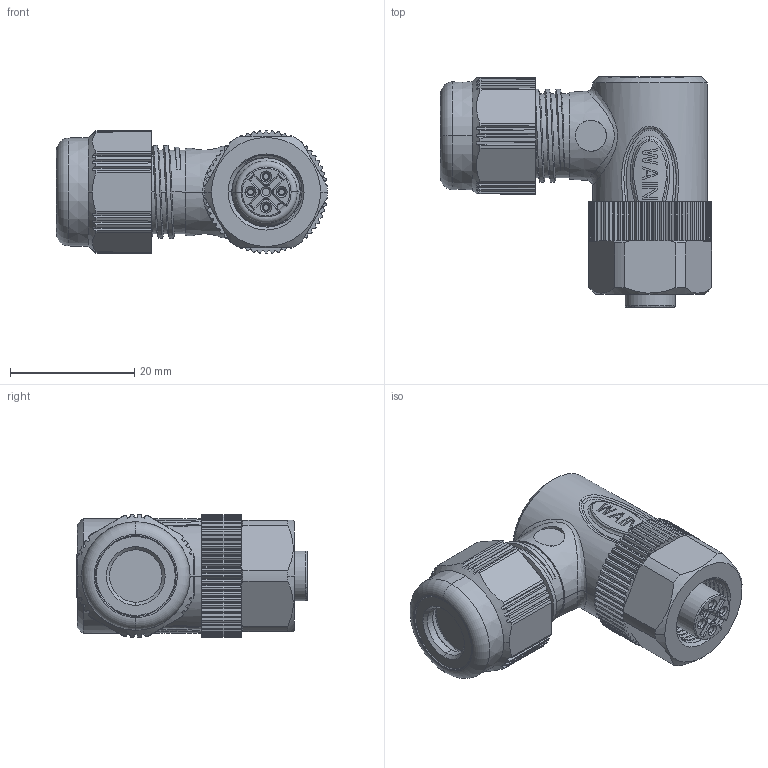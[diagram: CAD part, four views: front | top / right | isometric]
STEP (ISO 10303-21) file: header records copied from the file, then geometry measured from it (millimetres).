
FILE_DESCRIPTION((''),'2;1');
FILE_NAME('3D_1630045213201_M12S-F04A-S-D6','2024-03-18T',('12262'),(''),'PRO/ENGINEER BY PARAMETRIC TECHNOLOGY CORPORATION, 2012480','PRO/ENGINEER BY PARAMETRIC TECHNOLOGY CORPORATION, 2012480','');
FILE_SCHEMA(('CONFIG_CONTROL_DESIGN'));
Products named in the file (1): 3D_1630045213201_M12S-F04A-S-D6
Bounding box: 43.65 x 37.1 x 19.8 mm (x, y, z)
Volume: 13806.3 mm3; surface area: 11825.3 mm2
Topology: 1 solids, 3 shells, 1029 faces, 3046 edges, 2043 vertices
Faces by surface type: plane 476, cylinder 291, cone 124, bspline 64, torus 62, extrusion 10, sphere 2
Entity records: 48441 total; most frequent: CARTESIAN_POINT 21818, ORIENTED_EDGE 6088, DIRECTION 5016, EDGE_CURVE 3044, VERTEX_POINT 2043, AXIS2_PLACEMENT_3D 1908, VECTOR 1200, LINE 1190
